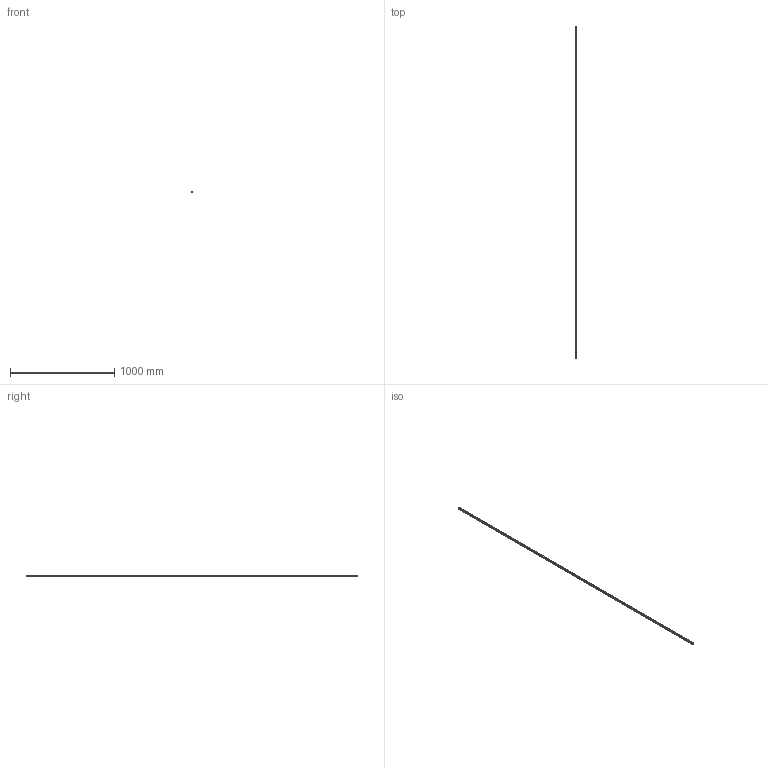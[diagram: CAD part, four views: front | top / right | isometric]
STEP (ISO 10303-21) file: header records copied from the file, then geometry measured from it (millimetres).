
FILE_DESCRIPTION(('STEP AP214'),'1');
FILE_NAME('cctmp_88200B23-7309-481E-8434-3766BDB83742_2021_01_19_14_05_17_0663..stp','2021-01-19T13:05:17',('HIWIN GmbH'),('CADClick - www.CADClick.com'),'Spatial InterOp 3D',' ','unknown authorization');
FILE_SCHEMA(('AUTOMOTIVE_DESIGN'));
Length unit declared in the file: millimetre
Products named in the file (1): HGR15T3180C_FILE
Bounding box: 15 x 3180 x 15 mm (x, y, z)
Volume: 596925.5 mm3; surface area: 201685 mm2
Topology: 1 solids, 1 shells, 327 faces, 857 edges, 483 vertices
Faces by surface type: cylinder 132, cone 106, plane 89
Entity records: 11865 total; most frequent: DIRECTION 1671, CARTESIAN_POINT 1562, ORIENTED_EDGE 1502, EDGE_CURVE 751, AXIS2_PLACEMENT_3D 592, LINE 487, VECTOR 487, VERTEX_POINT 483
